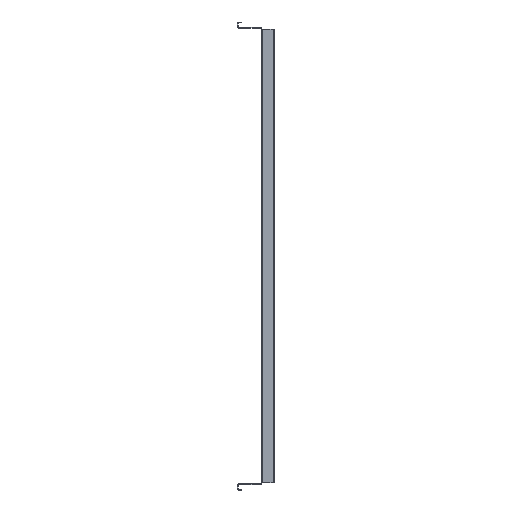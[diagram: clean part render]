
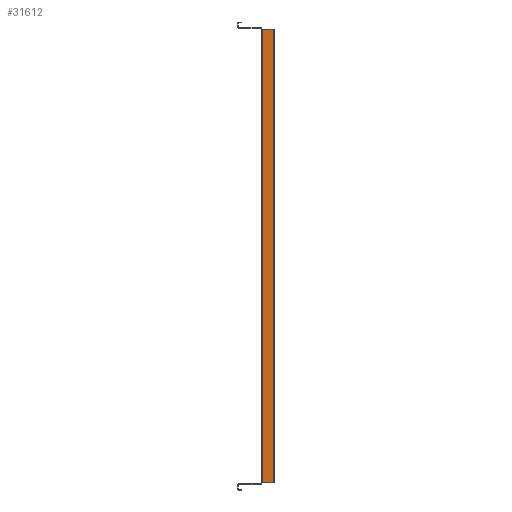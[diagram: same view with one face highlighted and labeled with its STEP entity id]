
A CAD part, left-side view. The second image highlights one B-rep face of the part: STEP entity #31612.
In plain terms, the highlighted planar face has unit normal (-1, 0, 0).
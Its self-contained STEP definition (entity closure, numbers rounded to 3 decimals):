
#465 = CARTESIAN_POINT ( 'NONE',  ( -480., 0., -543. ) ) ;
#841 = VECTOR ( 'NONE', #40446, 1000. ) ;
#2872 = CARTESIAN_POINT ( 'NONE',  ( -480., -29., -543. ) ) ;
#3863 = DIRECTION ( 'NONE',  ( 0., -1., 0. ) ) ;
#4281 = ORIENTED_EDGE ( 'NONE', *, *, #16577, .T. ) ;
#4643 = DIRECTION ( 'NONE',  ( 0., -1., 0. ) ) ;
#5589 = CARTESIAN_POINT ( 'NONE',  ( -480., -29., 543. ) ) ;
#5683 = VECTOR ( 'NONE', #38118, 1000. ) ;
#6728 = VERTEX_POINT ( 'NONE', #2872 ) ;
#11382 = LINE ( 'NONE', #465, #40881 ) ;
#11508 = VERTEX_POINT ( 'NONE', #43776 ) ;
#12736 = LINE ( 'NONE', #26606, #841 ) ;
#13678 = VERTEX_POINT ( 'NONE', #24706 ) ;
#15539 = ORIENTED_EDGE ( 'NONE', *, *, #16813, .T. ) ;
#16577 = EDGE_CURVE ( 'NONE', #25244, #13678, #40912, .T. ) ;
#16813 = EDGE_CURVE ( 'NONE', #11508, #6728, #11382, .T. ) ;
#16859 = EDGE_LOOP ( 'NONE', ( #15539, #21427, #4281, #25878 ) ) ;
#16893 = VECTOR ( 'NONE', #33906, 1000. ) ;
#18744 = PLANE ( 'NONE',  #23564 ) ;
#21427 = ORIENTED_EDGE ( 'NONE', *, *, #41745, .T. ) ;
#23564 = AXIS2_PLACEMENT_3D ( 'NONE', #43041, #28769, #4643 ) ;
#24706 = CARTESIAN_POINT ( 'NONE',  ( -480., -4., 543. ) ) ;
#25244 = VERTEX_POINT ( 'NONE', #5589 ) ;
#25878 = ORIENTED_EDGE ( 'NONE', *, *, #28093, .T. ) ;
#26606 = CARTESIAN_POINT ( 'NONE',  ( -480., -4., 0. ) ) ;
#28093 = EDGE_CURVE ( 'NONE', #13678, #11508, #12736, .T. ) ;
#28769 = DIRECTION ( 'NONE',  ( -1., 0., 0. ) ) ;
#30478 = CARTESIAN_POINT ( 'NONE',  ( -480., 0., 543. ) ) ;
#31612 = ADVANCED_FACE ( 'NONE', ( #39416 ), #18744, .T. ) ;
#33906 = DIRECTION ( 'NONE',  ( 0., 1., 0. ) ) ;
#34261 = LINE ( 'NONE', #34493, #5683 ) ;
#34493 = CARTESIAN_POINT ( 'NONE',  ( -480., -29., -543. ) ) ;
#38118 = DIRECTION ( 'NONE',  ( 0., 0., 1. ) ) ;
#39416 = FACE_OUTER_BOUND ( 'NONE', #16859, .T. ) ;
#40446 = DIRECTION ( 'NONE',  ( 0., 0., -1. ) ) ;
#40881 = VECTOR ( 'NONE', #3863, 1000. ) ;
#40912 = LINE ( 'NONE', #30478, #16893 ) ;
#41745 = EDGE_CURVE ( 'NONE', #6728, #25244, #34261, .T. ) ;
#43041 = CARTESIAN_POINT ( 'NONE',  ( -480., 0., 0. ) ) ;
#43776 = CARTESIAN_POINT ( 'NONE',  ( -480., -4., -543. ) ) ;
